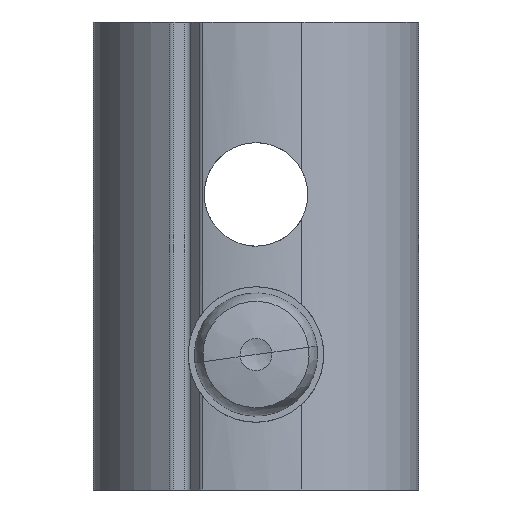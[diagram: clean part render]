
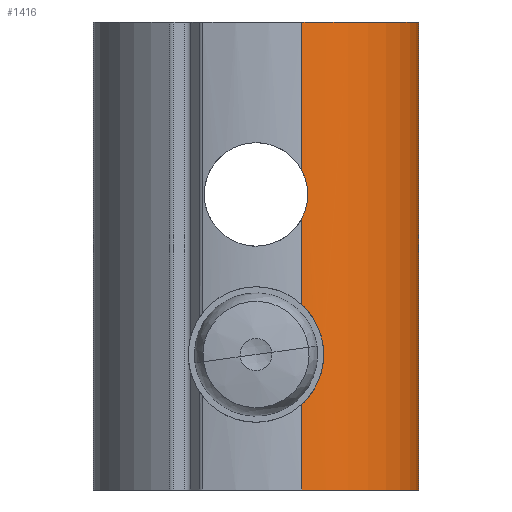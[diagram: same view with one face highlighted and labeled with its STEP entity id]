
A CAD part, front view. The second image highlights one B-rep face of the part: STEP entity #1416.
In plain terms, the highlighted cylindrical face has radius 6 mm (diameter 12 mm), a partial arc.
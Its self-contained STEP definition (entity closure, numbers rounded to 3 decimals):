
#16 = LINE ( 'NONE', #1126, #2349 ) ;
#75 = EDGE_CURVE ( 'NONE', #330, #2899, #2906, .T. ) ;
#96 = CARTESIAN_POINT ( 'NONE',  ( 2., -8.621, 0.663 ) ) ;
#103 = ORIENTED_EDGE ( 'NONE', *, *, #1807, .T. ) ;
#129 = VERTEX_POINT ( 'NONE', #350 ) ;
#141 = CARTESIAN_POINT ( 'NONE',  ( 1.863, -8.652, 0.969 ) ) ;
#148 = CARTESIAN_POINT ( 'NONE',  ( 2.73, -8.395, -6.881 ) ) ;
#170 = AXIS2_PLACEMENT_3D ( 'NONE', #2927, #2008, #826 ) ;
#180 = CARTESIAN_POINT ( 'NONE',  ( 2.73, -8.396, -6.117 ) ) ;
#196 = CARTESIAN_POINT ( 'NONE',  ( 1.863, -8.652, -12. ) ) ;
#197 = CARTESIAN_POINT ( 'NONE',  ( 2.346, -8.528, -5.052 ) ) ;
#208 = CARTESIAN_POINT ( 'NONE',  ( 2.003, -8.622, -8.394 ) ) ;
#236 = CYLINDRICAL_SURFACE ( 'NONE', #1103, 6. ) ;
#312 = CARTESIAN_POINT ( 'NONE',  ( 2.1, -8.596, 0.167 ) ) ;
#330 = VERTEX_POINT ( 'NONE', #1910 ) ;
#350 = CARTESIAN_POINT ( 'NONE',  ( 1.863, -8.652, -4.477 ) ) ;
#406 = CARTESIAN_POINT ( 'NONE',  ( 2.441, -8.497, -5.219 ) ) ;
#498 = EDGE_CURVE ( 'NONE', #2323, #729, #1353, .T. ) ;
#522 = DIRECTION ( 'NONE',  ( 0., 0., 1. ) ) ;
#525 = CARTESIAN_POINT ( 'NONE',  ( 0.6, -2.786, -12. ) ) ;
#615 = ORIENTED_EDGE ( 'NONE', *, *, #1085, .F. ) ;
#667 = CARTESIAN_POINT ( 'NONE',  ( 2.75, -8.388, -6.69 ) ) ;
#698 = CIRCLE ( 'NONE', #170, 6. ) ;
#699 = CARTESIAN_POINT ( 'NONE',  ( 1.863, -8.652, 7. ) ) ;
#713 = AXIS2_PLACEMENT_3D ( 'NONE', #1379, #952, #2362 ) ;
#729 = VERTEX_POINT ( 'NONE', #738 ) ;
#738 = CARTESIAN_POINT ( 'NONE',  ( 1.863, -8.652, 0.969 ) ) ;
#826 = DIRECTION ( 'NONE',  ( 1., 0., 0. ) ) ;
#842 = CARTESIAN_POINT ( 'NONE',  ( 2.651, -8.425, -7.255 ) ) ;
#882 = VERTEX_POINT ( 'NONE', #699 ) ;
#900 = CARTESIAN_POINT ( 'NONE',  ( 2.75, -8.388, -6.31 ) ) ;
#952 = DIRECTION ( 'NONE',  ( 0., 0., 1. ) ) ;
#1009 = ORIENTED_EDGE ( 'NONE', *, *, #1325, .F. ) ;
#1015 = EDGE_LOOP ( 'NONE', ( #2117, #1664, #103, #615, #2945, #1728, #1009, #2049, #2072 ) ) ;
#1078 = CARTESIAN_POINT ( 'NONE',  ( 2.593, -8.446, -7.435 ) ) ;
#1085 = EDGE_CURVE ( 'NONE', #1324, #1992, #16, .T. ) ;
#1103 = AXIS2_PLACEMENT_3D ( 'NONE', #525, #2409, #1457 ) ;
#1119 = B_SPLINE_CURVE_WITH_KNOTS ( 'NONE', 3,
 ( #2266, #667, #148, #842, #1078, #2024, #2955, #1782, #208, #1826 ),
 .UNSPECIFIED., .F., .F.,
 ( 4, 2, 2, 2, 4 ),
 ( 0.002, 0.003, 0.003, 0.004, 0.005 ),
 .UNSPECIFIED. ) ;
#1126 = CARTESIAN_POINT ( 'NONE',  ( 1.863, -8.652, -12. ) ) ;
#1160 = CIRCLE ( 'NONE', #713, 6. ) ;
#1284 = DIRECTION ( 'NONE',  ( 0., 0., 1. ) ) ;
#1324 = VERTEX_POINT ( 'NONE', #2334 ) ;
#1325 = EDGE_CURVE ( 'NONE', #882, #2899, #1160, .T. ) ;
#1353 = B_SPLINE_CURVE_WITH_KNOTS ( 'NONE', 3,
 ( #2878, #2001, #2206, #1775, #2259, #312, #1527, #96, #2487, #141 ),
 .UNSPECIFIED., .F., .F.,
 ( 4, 2, 2, 2, 4 ),
 ( 0., 0.001, 0.001, 0.002, 0.002 ),
 .UNSPECIFIED. ) ;
#1379 = CARTESIAN_POINT ( 'NONE',  ( 0.6, -2.786, 7. ) ) ;
#1416 = ADVANCED_FACE ( 'NONE', ( #2322 ), #236, .T. ) ;
#1457 = DIRECTION ( 'NONE',  ( 1., 0., 0. ) ) ;
#1527 = CARTESIAN_POINT ( 'NONE',  ( 2.08, -8.601, 0.336 ) ) ;
#1642 = VECTOR ( 'NONE', #522, 1000. ) ;
#1664 = ORIENTED_EDGE ( 'NONE', *, *, #1831, .T. ) ;
#1694 = VECTOR ( 'NONE', #1284, 1000. ) ;
#1728 = ORIENTED_EDGE ( 'NONE', *, *, #75, .T. ) ;
#1749 = CARTESIAN_POINT ( 'NONE',  ( 6.6, -2.786, -12. ) ) ;
#1775 = CARTESIAN_POINT ( 'NONE',  ( 2.079, -8.601, -0.338 ) ) ;
#1782 = CARTESIAN_POINT ( 'NONE',  ( 2.127, -8.59, -8.253 ) ) ;
#1807 = EDGE_CURVE ( 'NONE', #2895, #1992, #1119, .T. ) ;
#1813 = CARTESIAN_POINT ( 'NONE',  ( 2.127, -8.59, -4.747 ) ) ;
#1823 = CARTESIAN_POINT ( 'NONE',  ( 2.75, -8.388, -6.5 ) ) ;
#1826 = CARTESIAN_POINT ( 'NONE',  ( 1.863, -8.652, -8.523 ) ) ;
#1831 = EDGE_CURVE ( 'NONE', #129, #2895, #1962, .T. ) ;
#1871 = LINE ( 'NONE', #2158, #1642 ) ;
#1910 = CARTESIAN_POINT ( 'NONE',  ( 6.6, -2.786, -12. ) ) ;
#1962 = B_SPLINE_CURVE_WITH_KNOTS ( 'NONE', 3,
 ( #2275, #2310, #1813, #197, #406, #2294, #2999, #180, #900, #2987 ),
 .UNSPECIFIED., .F., .F.,
 ( 4, 2, 2, 2, 4 ),
 ( 0., 0.001, 0.001, 0.002, 0.002 ),
 .UNSPECIFIED. ) ;
#1992 = VERTEX_POINT ( 'NONE', #2916 ) ;
#2001 = CARTESIAN_POINT ( 'NONE',  ( 1.941, -8.635, -0.819 ) ) ;
#2008 = DIRECTION ( 'NONE',  ( 0., 0., 1. ) ) ;
#2024 = CARTESIAN_POINT ( 'NONE',  ( 2.441, -8.497, -7.781 ) ) ;
#2049 = ORIENTED_EDGE ( 'NONE', *, *, #2528, .F. ) ;
#2070 = DIRECTION ( 'NONE',  ( 0., 0., 1. ) ) ;
#2072 = ORIENTED_EDGE ( 'NONE', *, *, #498, .F. ) ;
#2117 = ORIENTED_EDGE ( 'NONE', *, *, #2694, .F. ) ;
#2158 = CARTESIAN_POINT ( 'NONE',  ( 1.863, -8.652, -12. ) ) ;
#2206 = CARTESIAN_POINT ( 'NONE',  ( 2., -8.621, -0.663 ) ) ;
#2259 = CARTESIAN_POINT ( 'NONE',  ( 2.1, -8.596, -0.168 ) ) ;
#2266 = CARTESIAN_POINT ( 'NONE',  ( 2.75, -8.388, -6.5 ) ) ;
#2275 = CARTESIAN_POINT ( 'NONE',  ( 1.863, -8.652, -4.477 ) ) ;
#2294 = CARTESIAN_POINT ( 'NONE',  ( 2.593, -8.446, -5.565 ) ) ;
#2310 = CARTESIAN_POINT ( 'NONE',  ( 2.003, -8.622, -4.606 ) ) ;
#2322 = FACE_OUTER_BOUND ( 'NONE', #1015, .T. ) ;
#2323 = VERTEX_POINT ( 'NONE', #2489 ) ;
#2334 = CARTESIAN_POINT ( 'NONE',  ( 1.863, -8.652, -12. ) ) ;
#2336 = DIRECTION ( 'NONE',  ( 0., 0., 1. ) ) ;
#2349 = VECTOR ( 'NONE', #2070, 1000. ) ;
#2362 = DIRECTION ( 'NONE',  ( 1., 0., 0. ) ) ;
#2409 = DIRECTION ( 'NONE',  ( 0., 0., 1. ) ) ;
#2487 = CARTESIAN_POINT ( 'NONE',  ( 1.941, -8.635, 0.819 ) ) ;
#2489 = CARTESIAN_POINT ( 'NONE',  ( 1.863, -8.652, -0.969 ) ) ;
#2528 = EDGE_CURVE ( 'NONE', #729, #882, #1871, .T. ) ;
#2598 = LINE ( 'NONE', #196, #3005 ) ;
#2649 = EDGE_CURVE ( 'NONE', #1324, #330, #698, .T. ) ;
#2694 = EDGE_CURVE ( 'NONE', #129, #2323, #2598, .T. ) ;
#2878 = CARTESIAN_POINT ( 'NONE',  ( 1.863, -8.652, -0.969 ) ) ;
#2895 = VERTEX_POINT ( 'NONE', #1823 ) ;
#2899 = VERTEX_POINT ( 'NONE', #2995 ) ;
#2906 = LINE ( 'NONE', #1749, #1694 ) ;
#2916 = CARTESIAN_POINT ( 'NONE',  ( 1.863, -8.652, -8.523 ) ) ;
#2927 = CARTESIAN_POINT ( 'NONE',  ( 0.6, -2.786, -12. ) ) ;
#2945 = ORIENTED_EDGE ( 'NONE', *, *, #2649, .T. ) ;
#2955 = CARTESIAN_POINT ( 'NONE',  ( 2.346, -8.528, -7.948 ) ) ;
#2987 = CARTESIAN_POINT ( 'NONE',  ( 2.75, -8.388, -6.5 ) ) ;
#2995 = CARTESIAN_POINT ( 'NONE',  ( 6.6, -2.786, 7. ) ) ;
#2999 = CARTESIAN_POINT ( 'NONE',  ( 2.651, -8.425, -5.745 ) ) ;
#3005 = VECTOR ( 'NONE', #2336, 1000. ) ;
